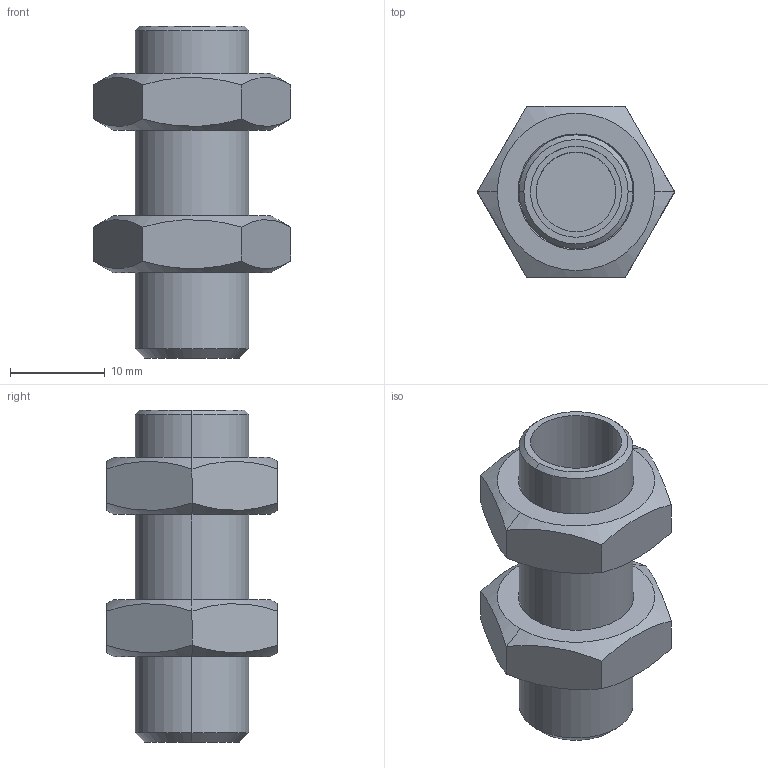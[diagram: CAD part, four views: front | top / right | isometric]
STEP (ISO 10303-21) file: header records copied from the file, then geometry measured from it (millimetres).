
FILE_DESCRIPTION (( 'STEP AP214' ), '1' );
FILE_NAME ('M530.STEP', '2021-12-30T13:09:05', ( '' ), ( '' ), 'SwSTEP 2.0', 'SolidWorks 2021', '' );
FILE_SCHEMA (( 'AUTOMOTIVE_DESIGN' ));
Length unit declared in the file: millimetre
Products named in the file (4): _ISO Hex Nuts_Hex Thin Nut Grade AB ISO 4035-2; M530; Corpo_0-14
Assembly tree (4 placements, depth 3):
  M530
    _ISO Hex Nuts_Hex Thin Nut Grade AB ISO 4035-2  x2
      _ISO Hex Nuts_Hex Thin Nut Grade AB ISO 4035-2
    Corpo_0-14
Bounding box: 20.78 x 18 x 35 mm (x, y, z)
Volume: 4142.1 mm3; surface area: 4168 mm2
Topology: 3 solids, 3 shells, 50 faces, 106 edges, 64 vertices
Faces by surface type: cone 20, plane 20, cylinder 10
Entity records: 1098 total; most frequent: CARTESIAN_POINT 278, DIRECTION 162, ORIENTED_EDGE 132, AXIS2_PLACEMENT_3D 68, EDGE_CURVE 66, VERTEX_POINT 40, EDGE_LOOP 36, ADVANCED_FACE 32
